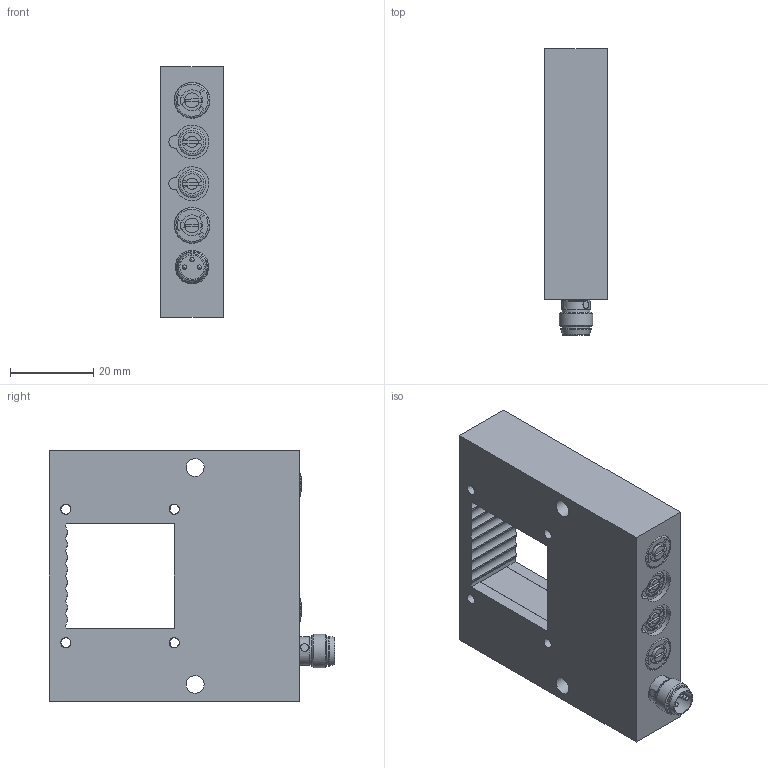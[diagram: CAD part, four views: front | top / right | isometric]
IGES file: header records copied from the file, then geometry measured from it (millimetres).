
Global section: file name: OGWSD 25 X3K-TSSL; native system: Autodesk Inventor 2015; preprocessor: unknown; author: lck; date: 20150721.132137; units: millimetre
Bounding box: 15 x 68.5 x 60 mm (x, y, z)
Volume: 43612.9 mm3; surface area: 14340.9 mm2
Topology: 4 solids, 8 shells, 338 faces, 808 edges, 531 vertices
Faces by surface type: bspline 338
